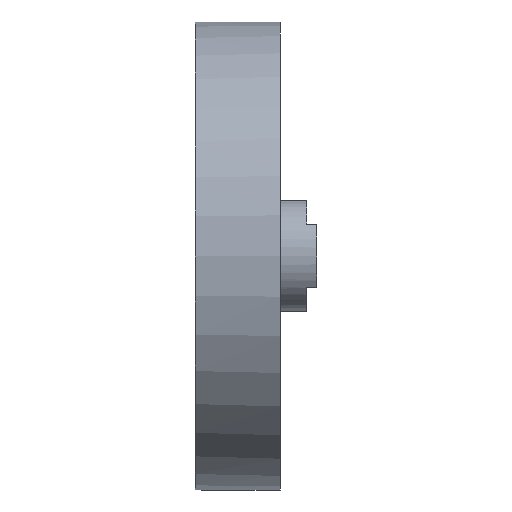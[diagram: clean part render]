
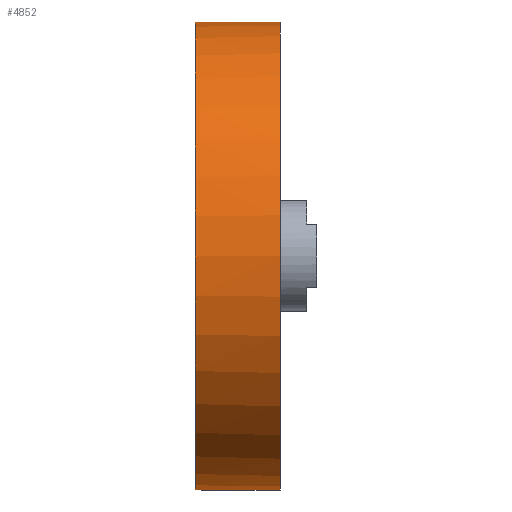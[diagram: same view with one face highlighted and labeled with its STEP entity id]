
A CAD part, left-side view. The second image highlights one B-rep face of the part: STEP entity #4852.
In plain terms, the highlighted cylindrical face has radius 34.95 mm (diameter 69.9 mm), a partial arc.
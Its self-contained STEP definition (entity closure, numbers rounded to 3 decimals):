
#3 = AXIS2_PLACEMENT_3D ( 'NONE', #601, #3327, #984 ) ;
#95 = CIRCLE ( 'NONE', #3, 34.95 ) ;
#140 = DIRECTION ( 'NONE',  ( 0., 1., 0. ) ) ;
#237 = CARTESIAN_POINT ( 'NONE',  ( -0.799, -0.615, 34.941 ) ) ;
#320 = CARTESIAN_POINT ( 'NONE',  ( -1., -0.132, -34.936 ) ) ;
#461 = VERTEX_POINT ( 'NONE', #1429 ) ;
#601 = CARTESIAN_POINT ( 'NONE',  ( 0., -12.7, 0. ) ) ;
#622 = CARTESIAN_POINT ( 'NONE',  ( -0.503, -0.874, 34.947 ) ) ;
#926 = VERTEX_POINT ( 'NONE', #3846 ) ;
#928 = CARTESIAN_POINT ( 'NONE',  ( 0., 0., 0. ) ) ;
#984 = DIRECTION ( 'NONE',  ( 0., 0., 1. ) ) ;
#999 = ORIENTED_EDGE ( 'NONE', *, *, #4338, .T. ) ;
#1017 = CARTESIAN_POINT ( 'NONE',  ( -0.13, -1., 34.95 ) ) ;
#1118 = LINE ( 'NONE', #4009, #4084 ) ;
#1200 = VERTEX_POINT ( 'NONE', #3278 ) ;
#1322 = VECTOR ( 'NONE', #4163, 1000. ) ;
#1331 = DIRECTION ( 'NONE',  ( 0., 0., 1. ) ) ;
#1392 = CARTESIAN_POINT ( 'NONE',  ( 0., -1., -34.95 ) ) ;
#1429 = CARTESIAN_POINT ( 'NONE',  ( 0., -1., 34.95 ) ) ;
#1454 = CARTESIAN_POINT ( 'NONE',  ( 0., -12.7, 34.95 ) ) ;
#1498 = CARTESIAN_POINT ( 'NONE',  ( -0.874, -0.504, -34.939 ) ) ;
#1582 = EDGE_CURVE ( 'NONE', #1200, #4354, #1118, .T. ) ;
#1699 = EDGE_LOOP ( 'NONE', ( #3179, #999, #4460, #2509, #5003, #1932 ) ) ;
#1803 = B_SPLINE_CURVE_WITH_KNOTS ( 'NONE', 3,
 ( #3043, #320, #3813, #1498, #4201, #1881, #4591, #2269, #4973, #2662 ),
 .UNSPECIFIED., .F., .F.,
 ( 4, 2, 2, 2, 4 ),
 ( 0., 0., 0.001, 0.001, 0.002 ),
 .UNSPECIFIED. ) ;
#1881 = CARTESIAN_POINT ( 'NONE',  ( -0.615, -0.8, -34.945 ) ) ;
#1932 = ORIENTED_EDGE ( 'NONE', *, *, #3288, .T. ) ;
#2083 = DIRECTION ( 'NONE',  ( 0., 0., 1. ) ) ;
#2157 = AXIS2_PLACEMENT_3D ( 'NONE', #3254, #4402, #2083 ) ;
#2219 = CYLINDRICAL_SURFACE ( 'NONE', #2157, 34.95 ) ;
#2269 = CARTESIAN_POINT ( 'NONE',  ( -0.262, -0.974, -34.949 ) ) ;
#2418 = AXIS2_PLACEMENT_3D ( 'NONE', #928, #3643, #1331 ) ;
#2473 = CIRCLE ( 'NONE', #2418, 34.95 ) ;
#2509 = ORIENTED_EDGE ( 'NONE', *, *, #3982, .F. ) ;
#2556 = CARTESIAN_POINT ( 'NONE',  ( -0.874, -0.504, 34.939 ) ) ;
#2662 = CARTESIAN_POINT ( 'NONE',  ( 0., -1., -34.95 ) ) ;
#2959 = CARTESIAN_POINT ( 'NONE',  ( -0.615, -0.8, 34.945 ) ) ;
#3043 = CARTESIAN_POINT ( 'NONE',  ( -1., 0., -34.936 ) ) ;
#3179 = ORIENTED_EDGE ( 'NONE', *, *, #1582, .F. ) ;
#3254 = CARTESIAN_POINT ( 'NONE',  ( 0., -12.7, 0. ) ) ;
#3278 = CARTESIAN_POINT ( 'NONE',  ( 0., -12.7, -34.95 ) ) ;
#3288 = EDGE_CURVE ( 'NONE', #4234, #4354, #1803, .T. ) ;
#3327 = DIRECTION ( 'NONE',  ( 0., 1., 0. ) ) ;
#3349 = CARTESIAN_POINT ( 'NONE',  ( -0.262, -0.974, 34.949 ) ) ;
#3385 = FACE_OUTER_BOUND ( 'NONE', #1699, .T. ) ;
#3392 = LINE ( 'NONE', #1454, #1322 ) ;
#3635 = CARTESIAN_POINT ( 'NONE',  ( -1., 0., -34.936 ) ) ;
#3643 = DIRECTION ( 'NONE',  ( 0., 1., 0. ) ) ;
#3692 = CARTESIAN_POINT ( 'NONE',  ( -1., -0.132, 34.936 ) ) ;
#3722 = CARTESIAN_POINT ( 'NONE',  ( 0., -1., 34.95 ) ) ;
#3813 = CARTESIAN_POINT ( 'NONE',  ( -0.974, -0.262, -34.936 ) ) ;
#3843 = CARTESIAN_POINT ( 'NONE',  ( -1., 0., 34.936 ) ) ;
#3846 = CARTESIAN_POINT ( 'NONE',  ( 0., -12.7, 34.95 ) ) ;
#3880 = EDGE_CURVE ( 'NONE', #4234, #4612, #2473, .T. ) ;
#3982 = EDGE_CURVE ( 'NONE', #4612, #461, #4136, .T. ) ;
#4009 = CARTESIAN_POINT ( 'NONE',  ( 0., -12.7, -34.95 ) ) ;
#4084 = VECTOR ( 'NONE', #140, 1000. ) ;
#4094 = CARTESIAN_POINT ( 'NONE',  ( -1., 0., 34.936 ) ) ;
#4136 = B_SPLINE_CURVE_WITH_KNOTS ( 'NONE', 3,
 ( #4094, #3692, #4864, #2556, #237, #2959, #622, #3349, #1017, #3722 ),
 .UNSPECIFIED., .F., .F.,
 ( 4, 2, 2, 2, 4 ),
 ( 0., 0., 0.001, 0.001, 0.002 ),
 .UNSPECIFIED. ) ;
#4163 = DIRECTION ( 'NONE',  ( 0., 1., 0. ) ) ;
#4201 = CARTESIAN_POINT ( 'NONE',  ( -0.799, -0.615, -34.941 ) ) ;
#4234 = VERTEX_POINT ( 'NONE', #3635 ) ;
#4338 = EDGE_CURVE ( 'NONE', #1200, #926, #95, .T. ) ;
#4354 = VERTEX_POINT ( 'NONE', #1392 ) ;
#4402 = DIRECTION ( 'NONE',  ( 0., 1., 0. ) ) ;
#4426 = EDGE_CURVE ( 'NONE', #926, #461, #3392, .T. ) ;
#4460 = ORIENTED_EDGE ( 'NONE', *, *, #4426, .T. ) ;
#4591 = CARTESIAN_POINT ( 'NONE',  ( -0.503, -0.874, -34.947 ) ) ;
#4612 = VERTEX_POINT ( 'NONE', #3843 ) ;
#4852 = ADVANCED_FACE ( 'NONE', ( #3385 ), #2219, .T. ) ;
#4864 = CARTESIAN_POINT ( 'NONE',  ( -0.974, -0.262, 34.936 ) ) ;
#4973 = CARTESIAN_POINT ( 'NONE',  ( -0.13, -1., -34.95 ) ) ;
#5003 = ORIENTED_EDGE ( 'NONE', *, *, #3880, .F. ) ;
